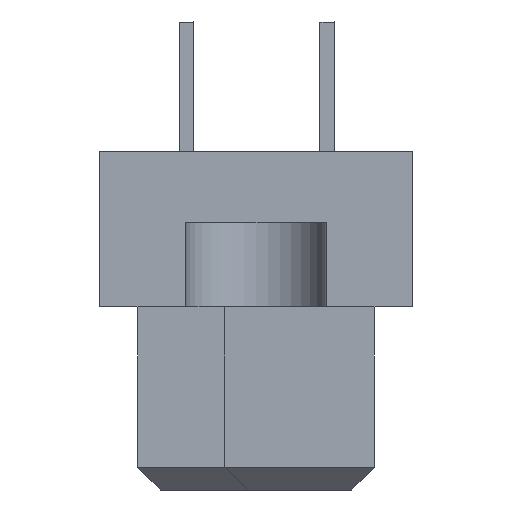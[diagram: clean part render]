
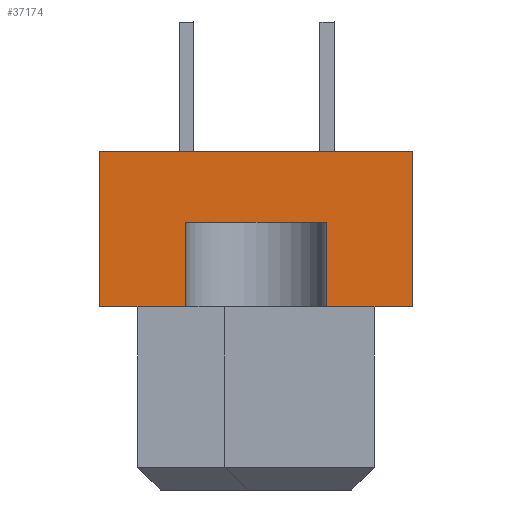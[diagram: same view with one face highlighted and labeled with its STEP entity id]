
A CAD part, left-side view. The second image highlights one B-rep face of the part: STEP entity #37174.
In plain terms, the highlighted planar face has unit normal (-1, 0, 0).
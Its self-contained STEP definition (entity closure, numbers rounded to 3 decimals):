
#8985 = VERTEX_POINT('',#8986);
#8986 = CARTESIAN_POINT('',(-46.989,6.086,0.));
#8992 = EDGE_CURVE('',#8985,#8993,#8995,.T.);
#8993 = VERTEX_POINT('',#8994);
#8994 = CARTESIAN_POINT('',(-46.989,-5.014,0.));
#8995 = LINE('',#8996,#8997);
#8996 = CARTESIAN_POINT('',(-46.989,6.086,0.));
#8997 = VECTOR('',#8998,1.);
#8998 = DIRECTION('',(0.,-1.,0.));
#9038 = VERTEX_POINT('',#9039);
#9039 = CARTESIAN_POINT('',(-46.989,6.086,-5.5));
#9045 = EDGE_CURVE('',#8985,#9038,#9046,.T.);
#9046 = LINE('',#9047,#9048);
#9047 = CARTESIAN_POINT('',(-46.989,6.086,0.));
#9048 = VECTOR('',#9049,1.);
#9049 = DIRECTION('',(0.,0.,-1.));
#36966 = VERTEX_POINT('',#36967);
#36967 = CARTESIAN_POINT('',(-46.989,3.036,-2.5));
#36975 = EDGE_CURVE('',#36966,#36976,#36978,.T.);
#36976 = VERTEX_POINT('',#36977);
#36977 = CARTESIAN_POINT('',(-46.989,3.036,-5.5));
#36978 = LINE('',#36979,#36980);
#36979 = CARTESIAN_POINT('',(-46.989,3.036,0.));
#36980 = VECTOR('',#36981,1.);
#36981 = DIRECTION('',(0.,0.,-1.));
#37039 = VERTEX_POINT('',#37040);
#37040 = CARTESIAN_POINT('',(-46.989,-1.964,-2.5));
#37048 = VERTEX_POINT('',#37049);
#37049 = CARTESIAN_POINT('',(-46.989,-1.964,-5.5));
#37055 = EDGE_CURVE('',#37039,#37048,#37056,.T.);
#37056 = LINE('',#37057,#37058);
#37057 = CARTESIAN_POINT('',(-46.989,-1.964,0.));
#37058 = VECTOR('',#37059,1.);
#37059 = DIRECTION('',(0.,0.,-1.));
#37071 = EDGE_CURVE('',#8993,#37072,#37074,.T.);
#37072 = VERTEX_POINT('',#37073);
#37073 = CARTESIAN_POINT('',(-46.989,-5.014,-5.5));
#37074 = LINE('',#37075,#37076);
#37075 = CARTESIAN_POINT('',(-46.989,-5.014,0.));
#37076 = VECTOR('',#37077,1.);
#37077 = DIRECTION('',(0.,0.,-1.));
#37115 = EDGE_CURVE('',#37072,#37048,#37116,.T.);
#37116 = LINE('',#37117,#37118);
#37117 = CARTESIAN_POINT('',(-46.989,6.086,-5.5));
#37118 = VECTOR('',#37119,1.);
#37119 = DIRECTION('',(0.,1.,0.));
#37124 = EDGE_CURVE('',#36976,#9038,#37125,.T.);
#37125 = LINE('',#37126,#37127);
#37126 = CARTESIAN_POINT('',(-46.989,6.086,-5.5));
#37127 = VECTOR('',#37128,1.);
#37128 = DIRECTION('',(0.,1.,0.));
#37174 = ADVANCED_FACE('',(#37175),#37190,.T.);
#37175 = FACE_BOUND('',#37176,.T.);
#37176 = EDGE_LOOP('',(#37177,#37178,#37179,#37180,#37181,#37187,#37188,
    #37189));
#37177 = ORIENTED_EDGE('',*,*,#8992,.F.);
#37178 = ORIENTED_EDGE('',*,*,#9045,.T.);
#37179 = ORIENTED_EDGE('',*,*,#37124,.F.);
#37180 = ORIENTED_EDGE('',*,*,#36975,.F.);
#37181 = ORIENTED_EDGE('',*,*,#37182,.F.);
#37182 = EDGE_CURVE('',#37039,#36966,#37183,.T.);
#37183 = LINE('',#37184,#37185);
#37184 = CARTESIAN_POINT('',(-46.989,6.086,-2.5));
#37185 = VECTOR('',#37186,1.);
#37186 = DIRECTION('',(0.,1.,0.));
#37187 = ORIENTED_EDGE('',*,*,#37055,.T.);
#37188 = ORIENTED_EDGE('',*,*,#37115,.F.);
#37189 = ORIENTED_EDGE('',*,*,#37071,.F.);
#37190 = PLANE('',#37191);
#37191 = AXIS2_PLACEMENT_3D('',#37192,#37193,#37194);
#37192 = CARTESIAN_POINT('',(-46.989,-1.964,0.));
#37193 = DIRECTION('',(-1.,0.,0.));
#37194 = DIRECTION('',(0.,1.,0.));
